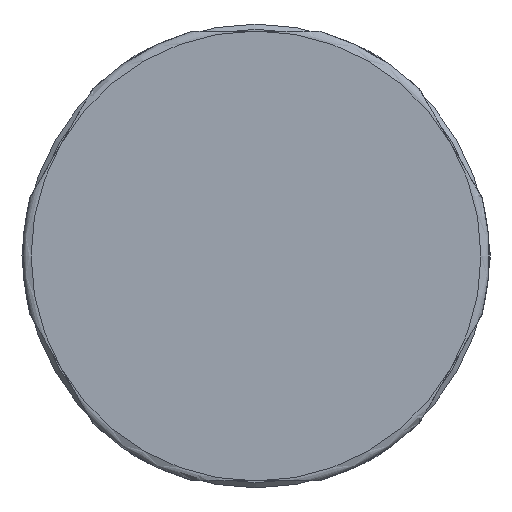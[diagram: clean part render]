
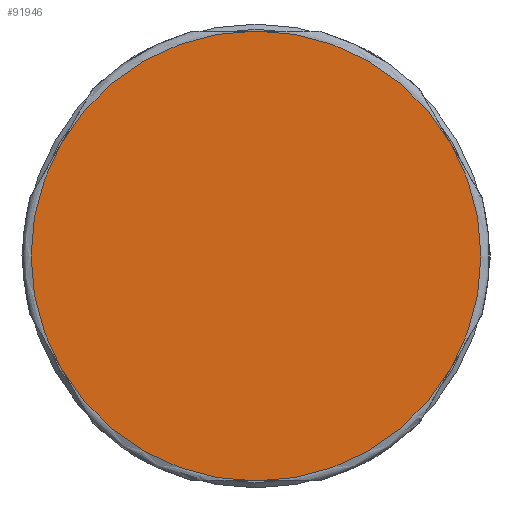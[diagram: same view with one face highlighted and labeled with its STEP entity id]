
A CAD part, left-side view. The second image highlights one B-rep face of the part: STEP entity #91946.
In plain terms, the highlighted planar face has unit normal (-1, 0, 0).
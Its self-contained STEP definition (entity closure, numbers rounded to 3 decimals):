
#90950=CARTESIAN_POINT('',(0.,11.258,6.5));
#90951=VERTEX_POINT('',#90950);
#91048=CARTESIAN_POINT('',(0.,11.258,-6.5));
#91049=VERTEX_POINT('',#91048);
#91142=CARTESIAN_POINT('',(0.,0.,-13.));
#91143=VERTEX_POINT('',#91142);
#91242=CARTESIAN_POINT('',(0.,-11.258,-6.5));
#91243=VERTEX_POINT('',#91242);
#91342=CARTESIAN_POINT('',(0.,-11.258,6.5));
#91343=VERTEX_POINT('',#91342);
#91423=CARTESIAN_POINT('',(0.,0.0,13.));
#91424=VERTEX_POINT('',#91423);
#91442=CARTESIAN_POINT('',(0.,0.0,0.0));
#91443=DIRECTION('',(1.0,0.0,0.0));
#91444=DIRECTION('',(0.0,-1.0,0.0));
#91445=AXIS2_PLACEMENT_3D('',#91442,#91443,#91444);
#91446=CIRCLE('',#91445,13.);
#91447=EDGE_CURVE('',#91424,#91343,#91446,.T.);
#91466=CARTESIAN_POINT('',(0.,0.0,0.0));
#91467=DIRECTION('',(1.0,0.0,0.0));
#91468=DIRECTION('',(0.0,-1.0,0.0));
#91469=AXIS2_PLACEMENT_3D('',#91466,#91467,#91468);
#91470=CIRCLE('',#91469,13.);
#91471=EDGE_CURVE('',#91343,#91243,#91470,.T.);
#91490=CARTESIAN_POINT('',(0.,0.0,0.0));
#91491=DIRECTION('',(1.0,0.0,0.0));
#91492=DIRECTION('',(0.0,-1.0,0.0));
#91493=AXIS2_PLACEMENT_3D('',#91490,#91491,#91492);
#91494=CIRCLE('',#91493,13.);
#91495=EDGE_CURVE('',#91243,#91143,#91494,.T.);
#91514=CARTESIAN_POINT('',(0.,0.0,0.0));
#91515=DIRECTION('',(1.0,0.0,0.0));
#91516=DIRECTION('',(0.0,-1.0,0.0));
#91517=AXIS2_PLACEMENT_3D('',#91514,#91515,#91516);
#91518=CIRCLE('',#91517,13.);
#91519=EDGE_CURVE('',#91143,#91049,#91518,.T.);
#91538=CARTESIAN_POINT('',(0.,0.0,0.0));
#91539=DIRECTION('',(1.0,0.0,0.0));
#91540=DIRECTION('',(0.0,-1.0,0.0));
#91541=AXIS2_PLACEMENT_3D('',#91538,#91539,#91540);
#91542=CIRCLE('',#91541,13.);
#91543=EDGE_CURVE('',#91049,#90951,#91542,.T.);
#91554=CARTESIAN_POINT('',(0.,0.0,0.0));
#91555=DIRECTION('',(1.0,0.0,0.0));
#91556=DIRECTION('',(0.0,-1.0,0.0));
#91557=AXIS2_PLACEMENT_3D('',#91554,#91555,#91556);
#91558=CIRCLE('',#91557,13.);
#91559=EDGE_CURVE('',#90951,#91424,#91558,.T.);
#91933=CARTESIAN_POINT('',(0.,10.55,0.0));
#91934=DIRECTION('',(-1.0,0.0,0.0));
#91935=DIRECTION('',(0.0,0.0,1.0));
#91936=AXIS2_PLACEMENT_3D('',#91933,#91934,#91935);
#91937=PLANE('',#91936);
#91938=ORIENTED_EDGE('',*,*,#91447,.F.);
#91939=ORIENTED_EDGE('',*,*,#91559,.F.);
#91940=ORIENTED_EDGE('',*,*,#91543,.F.);
#91941=ORIENTED_EDGE('',*,*,#91519,.F.);
#91942=ORIENTED_EDGE('',*,*,#91495,.F.);
#91943=ORIENTED_EDGE('',*,*,#91471,.F.);
#91944=EDGE_LOOP('',(#91938,#91939,#91940,#91941,#91942,#91943));
#91945=FACE_OUTER_BOUND('',#91944,.T.);
#91946=ADVANCED_FACE('',(#91945),#91937,.T.);
